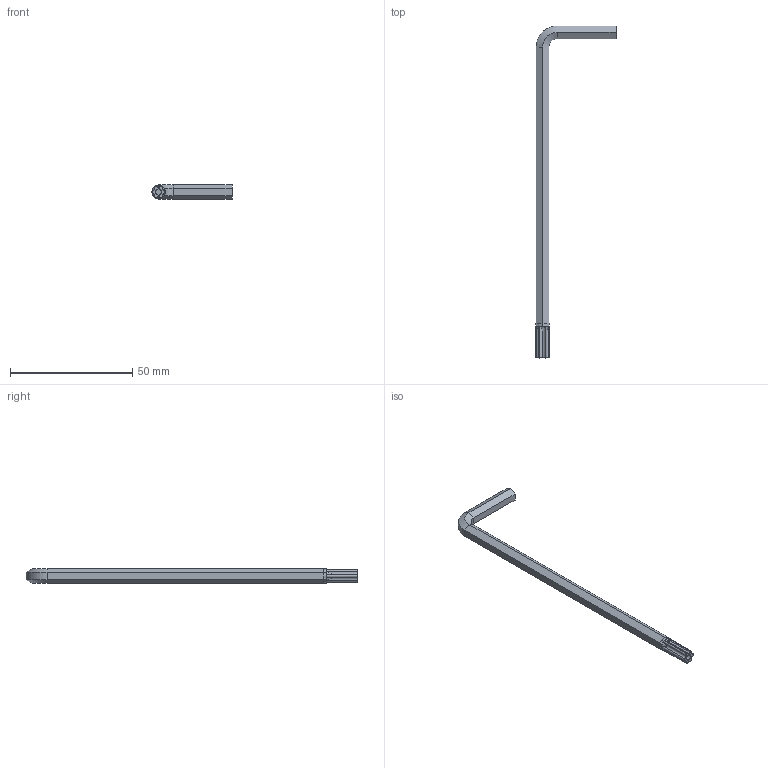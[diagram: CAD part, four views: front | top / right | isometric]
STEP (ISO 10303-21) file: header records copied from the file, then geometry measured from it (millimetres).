
FILE_DESCRIPTION(('FreeCAD Model'),'2;1');
FILE_NAME('Open CASCADE Shape Model','2021-04-27T12:50:22',('Author'),( ''),'Open CASCADE STEP processor 7.4','FreeCAD','Unknown');
FILE_SCHEMA(('AUTOMOTIVE_DESIGN { 1 0 10303 214 1 1 1 1 }'));
Length unit declared in the file: millimetre
Products named in the file (3): Cle__Racmy; TorxT031; Body
Assembly tree (2 placements, depth 2):
  Cle__Racmy
    TorxT031
    Body
Bounding box: 32.74 x 135.6 x 6 mm (x, y, z)
Volume: 3578.4 mm3; surface area: 3169 mm2
Topology: 2 solids, 2 shells, 54 faces, 126 edges, 78 vertices
Faces by surface type: cylinder 24, plane 18, torus 8, cone 4
Full cylindrical faces by diameter (mm): 2.5 x1, 3 x1
Entity records: 4797 total; most frequent: CARTESIAN_POINT 2331, DIRECTION 411, ORIENTED_EDGE 252, PCURVE 252, DEFINITIONAL_REPRESENTATION 252, LINE 202, VECTOR 202, EDGE_CURVE 126
